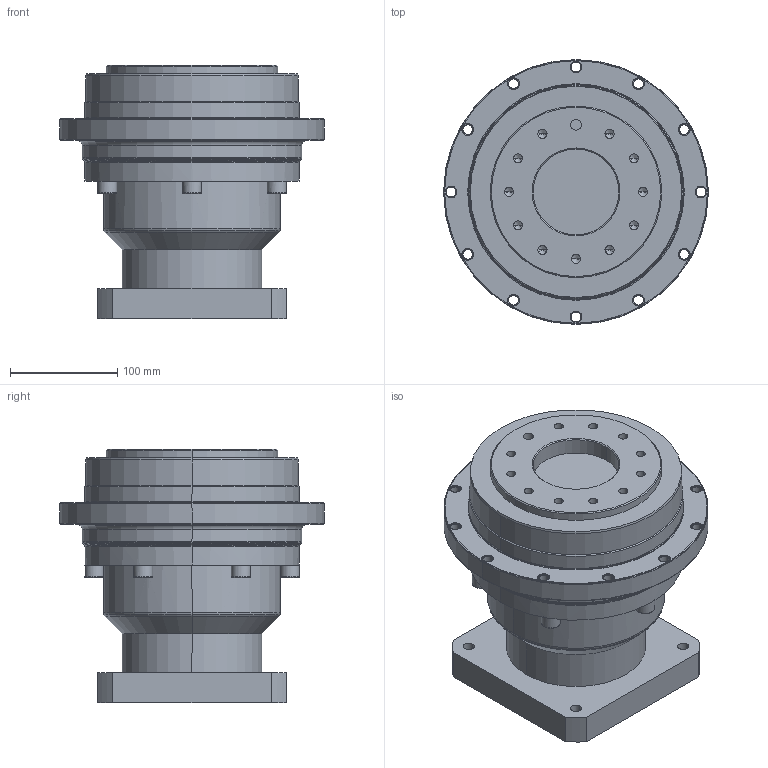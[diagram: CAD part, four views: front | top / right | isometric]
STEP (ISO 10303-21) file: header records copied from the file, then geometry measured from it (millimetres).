
FILE_DESCRIPTION((''),'2;1');
FILE_NAME('VRT200-L2-P2','2022-06-15T10:49:52',('Administrator'),(''),'CREO PARAMETRIC BY PTC INC, 2019010','CREO PARAMETRIC BY PTC INC, 2019010','');
FILE_SCHEMA(('CONFIG_CONTROL_DESIGN'));
Length unit declared in the file: millimetre
Products named in the file (1): VRT200-L2-P2
Bounding box: 247 x 247 x 236.5 mm (x, y, z)
Volume: 5679378 mm3; surface area: 352543.5 mm2
Topology: 1 solids, 1 shells, 470 faces, 1146 edges, 695 vertices
Faces by surface type: torus 174, plane 138, cylinder 122, cone 36
Entity records: 14074 total; most frequent: DIRECTION 2738, CARTESIAN_POINT 2502, ORIENTED_EDGE 2248, AXIS2_PLACEMENT_3D 1163, EDGE_CURVE 1124, VERTEX_POINT 695, CIRCLE 693, EDGE_LOOP 541
